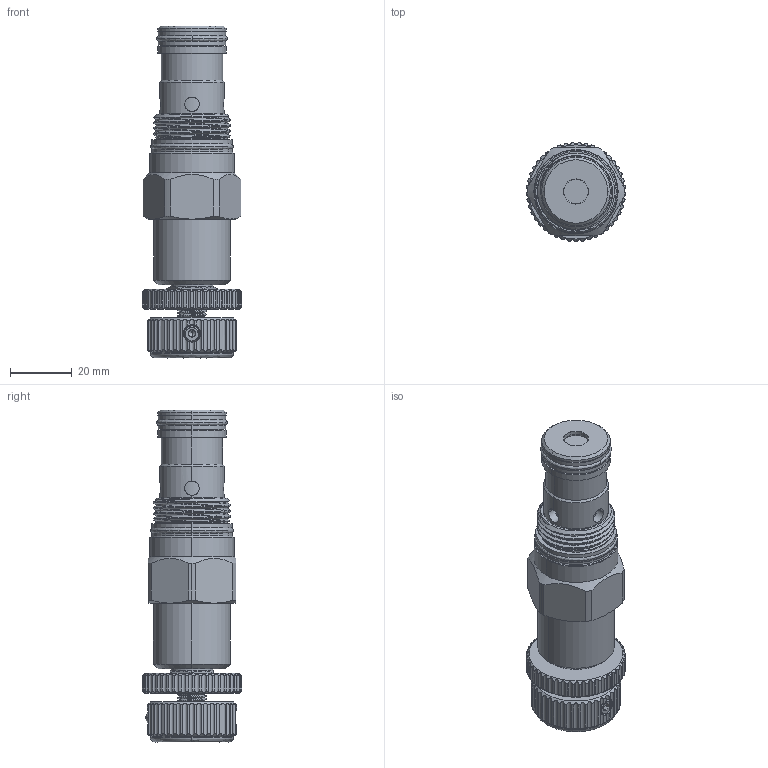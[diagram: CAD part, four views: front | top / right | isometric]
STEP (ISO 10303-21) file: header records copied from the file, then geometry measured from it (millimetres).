
FILE_DESCRIPTION (( 'STEP AP203' ), '1' );
FILE_NAME ('FR5A20-K.STEP', '2016-05-24T00:58:47', ( '' ), ( '' ), 'SwSTEP 2.0', 'SolidWorks 2012', '' );
FILE_SCHEMA (( 'CONFIG_CONTROL_DESIGN' ));
Length unit declared in the file: millimetre
Products named in the file (1): FR5A20-K
Bounding box: 32.2 x 32.18 x 107.85 mm (x, y, z)
Surface area: 16559.1 mm2 (no closed solid volume)
Topology: 0 solids, 8 shells, 605 faces, 1708 edges, 1098 vertices
Faces by surface type: cylinder 379, plane 108, bspline 60, cone 58
Entity records: 32599 total; most frequent: CARTESIAN_POINT 17979, ORIENTED_EDGE 3359, DIRECTION 2731, EDGE_CURVE 1682, VERTEX_POINT 1098, AXIS2_PLACEMENT_3D 1083, EDGE_LOOP 642, ADVANCED_FACE 605
